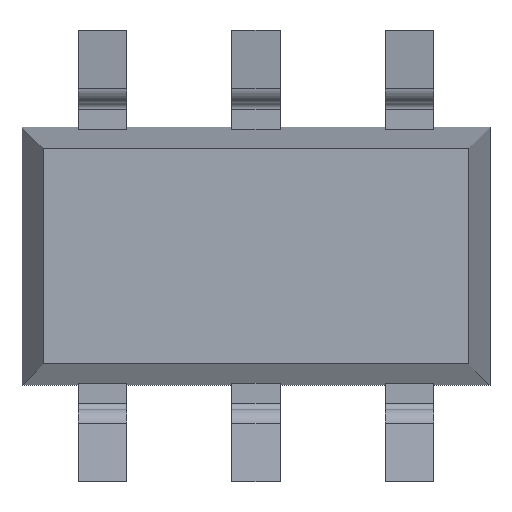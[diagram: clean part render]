
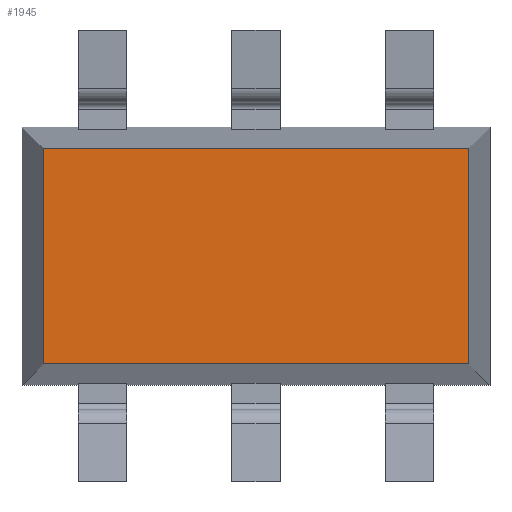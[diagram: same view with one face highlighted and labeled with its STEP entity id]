
A CAD part, top view. The second image highlights one B-rep face of the part: STEP entity #1945.
In plain terms, the highlighted planar face has unit normal (0, 0, 1).
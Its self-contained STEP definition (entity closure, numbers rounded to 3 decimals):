
#13 = LINE ( 'NONE', #3393, #1113 ) ;
#63 = CARTESIAN_POINT ( 'NONE',  ( 1.318, 0.668, 0.575 ) ) ;
#83 = EDGE_CURVE ( 'NONE', #2493, #1185, #3361, .T. ) ;
#146 = EDGE_CURVE ( 'NONE', #2932, #1819, #13, .T. ) ;
#237 = CARTESIAN_POINT ( 'NONE',  ( -1.318, -0.668, 0.575 ) ) ;
#254 = ORIENTED_EDGE ( 'NONE', *, *, #146, .T. ) ;
#525 = ORIENTED_EDGE ( 'NONE', *, *, #2987, .T. ) ;
#868 = ORIENTED_EDGE ( 'NONE', *, *, #83, .T. ) ;
#990 = VECTOR ( 'NONE', #2639, 1000. ) ;
#1113 = VECTOR ( 'NONE', #3351, 1000. ) ;
#1114 = PLANE ( 'NONE',  #1121 ) ;
#1121 = AXIS2_PLACEMENT_3D ( 'NONE', #2440, #3503, #1462 ) ;
#1185 = VERTEX_POINT ( 'NONE', #237 ) ;
#1224 = CARTESIAN_POINT ( 'NONE',  ( -1.45, 0.668, 0.575 ) ) ;
#1462 = DIRECTION ( 'NONE',  ( 1., 0., 0. ) ) ;
#1499 = LINE ( 'NONE', #4086, #4275 ) ;
#1698 = CARTESIAN_POINT ( 'NONE',  ( -1.318, -0.8, 0.575 ) ) ;
#1819 = VERTEX_POINT ( 'NONE', #63 ) ;
#1945 = ADVANCED_FACE ( 'NONE', ( #2144 ), #1114, .T. ) ;
#2144 = FACE_OUTER_BOUND ( 'NONE', #2738, .T. ) ;
#2285 = EDGE_CURVE ( 'NONE', #1185, #2932, #1499, .T. ) ;
#2356 = CARTESIAN_POINT ( 'NONE',  ( 1.318, -0.668, 0.575 ) ) ;
#2435 = DIRECTION ( 'NONE',  ( 1., 0., 0. ) ) ;
#2440 = CARTESIAN_POINT ( 'NONE',  ( 0., 0., 0.575 ) ) ;
#2493 = VERTEX_POINT ( 'NONE', #2912 ) ;
#2639 = DIRECTION ( 'NONE',  ( -1., 0., 0. ) ) ;
#2738 = EDGE_LOOP ( 'NONE', ( #254, #525, #868, #4284 ) ) ;
#2912 = CARTESIAN_POINT ( 'NONE',  ( -1.318, 0.668, 0.575 ) ) ;
#2932 = VERTEX_POINT ( 'NONE', #2356 ) ;
#2987 = EDGE_CURVE ( 'NONE', #1819, #2493, #3451, .T. ) ;
#3050 = DIRECTION ( 'NONE',  ( 0., -1., 0. ) ) ;
#3351 = DIRECTION ( 'NONE',  ( 0., 1., 0. ) ) ;
#3361 = LINE ( 'NONE', #1698, #3861 ) ;
#3393 = CARTESIAN_POINT ( 'NONE',  ( 1.318, 0.8, 0.575 ) ) ;
#3451 = LINE ( 'NONE', #1224, #990 ) ;
#3503 = DIRECTION ( 'NONE',  ( 0., 0., 1. ) ) ;
#3861 = VECTOR ( 'NONE', #3050, 1000. ) ;
#4086 = CARTESIAN_POINT ( 'NONE',  ( 1.45, -0.668, 0.575 ) ) ;
#4275 = VECTOR ( 'NONE', #2435, 1000. ) ;
#4284 = ORIENTED_EDGE ( 'NONE', *, *, #2285, .T. ) ;
